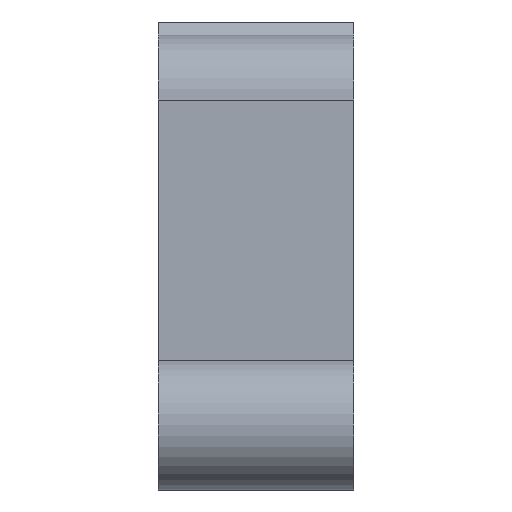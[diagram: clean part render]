
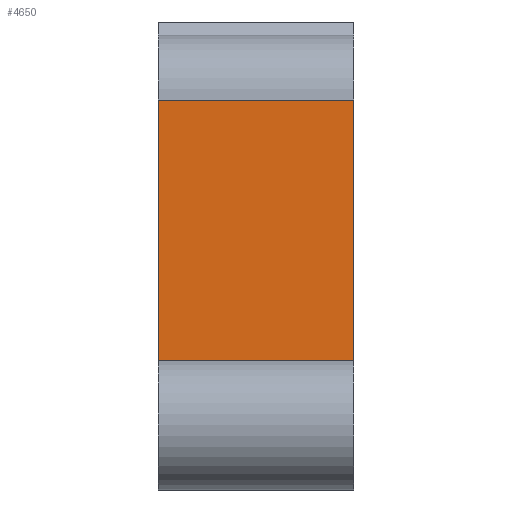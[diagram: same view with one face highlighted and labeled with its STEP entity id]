
A CAD part, left-side view. The second image highlights one B-rep face of the part: STEP entity #4650.
In plain terms, the highlighted planar face has unit normal (-1, 0, 0).
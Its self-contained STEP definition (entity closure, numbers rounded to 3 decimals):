
#365=FACE_OUTER_BOUND('',#589,.T.);
#589=EDGE_LOOP('',(#3776,#3777,#3778,#3779));
#1199=LINE('',#7460,#1791);
#1200=LINE('',#7463,#1792);
#1201=LINE('',#7465,#1793);
#1202=LINE('',#7466,#1794);
#1791=VECTOR('',#6122,10.);
#1792=VECTOR('',#6125,10.);
#1793=VECTOR('',#6126,10.);
#1794=VECTOR('',#6127,10.);
#2236=VERTEX_POINT('',#7456);
#2237=VERTEX_POINT('',#7458);
#2238=VERTEX_POINT('',#7462);
#2239=VERTEX_POINT('',#7464);
#2895=EDGE_CURVE('',#2236,#2237,#1199,.T.);
#2896=EDGE_CURVE('',#2238,#2236,#1200,.T.);
#2897=EDGE_CURVE('',#2239,#2237,#1201,.T.);
#2898=EDGE_CURVE('',#2238,#2239,#1202,.T.);
#3776=ORIENTED_EDGE('',*,*,#2896,.T.);
#3777=ORIENTED_EDGE('',*,*,#2895,.T.);
#3778=ORIENTED_EDGE('',*,*,#2897,.F.);
#3779=ORIENTED_EDGE('',*,*,#2898,.F.);
#4429=PLANE('',#4962);
#4650=ADVANCED_FACE('',(#365),#4429,.T.);
#4962=AXIS2_PLACEMENT_3D('',#7461,#6123,#6124);
#6122=DIRECTION('',(0.,1.,0.));
#6123=DIRECTION('center_axis',(-1.,0.,0.));
#6124=DIRECTION('ref_axis',(0.,0.,1.));
#6125=DIRECTION('',(0.,0.,1.));
#6126=DIRECTION('',(0.,0.,1.));
#6127=DIRECTION('',(0.,1.,0.));
#7456=CARTESIAN_POINT('',(-4.,0.,-3.));
#7458=CARTESIAN_POINT('',(-4.,12.,-3.));
#7460=CARTESIAN_POINT('',(-4.,0.,-3.));
#7461=CARTESIAN_POINT('Origin',(-4.,0.,-22.));
#7462=CARTESIAN_POINT('',(-4.,0.,-22.));
#7463=CARTESIAN_POINT('',(-4.,0.,-22.));
#7464=CARTESIAN_POINT('',(-4.,12.,-22.));
#7465=CARTESIAN_POINT('',(-4.,12.,-22.));
#7466=CARTESIAN_POINT('',(-4.,0.,-22.));
